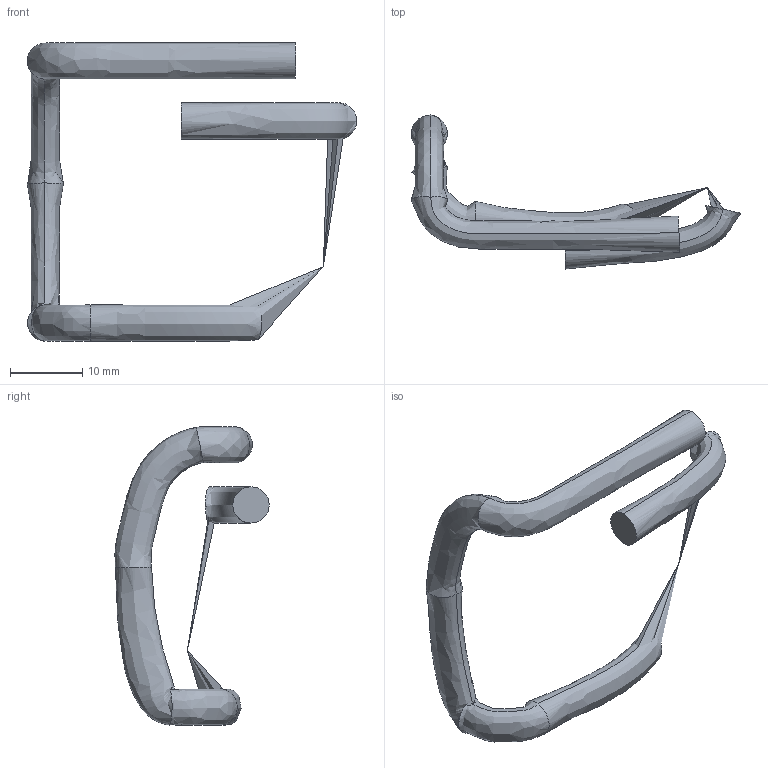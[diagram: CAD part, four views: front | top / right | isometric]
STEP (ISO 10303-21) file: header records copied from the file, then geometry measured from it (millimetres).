
FILE_DESCRIPTION (( 'STEP AP214' ), '1' );
FILE_NAME ('elastic_clip2.STEP', '2024-01-20T11:13:04', ( '' ), ( '' ), 'SwSTEP 2.0', 'SolidWorks 2023', '' );
FILE_SCHEMA (( 'AUTOMOTIVE_DESIGN' ));
Length unit declared in the file: millimetre
Products named in the file (1): elastic_clip2
Bounding box: 45.46 x 21.28 x 41.16 mm (x, y, z)
Volume: 371.9 mm3; surface area: 1984 mm2
Topology: 1 solids, 3 shells, 17 faces, 33 edges, 14 vertices
Faces by surface type: bspline 15, plane 2
Entity records: 1055 total; most frequent: CARTESIAN_POINT 773, ORIENTED_EDGE 58, DIRECTION 38, EDGE_CURVE 29, AXIS2_PLACEMENT_3D 19, ADVANCED_FACE 17, EDGE_LOOP 17, CIRCLE 16
